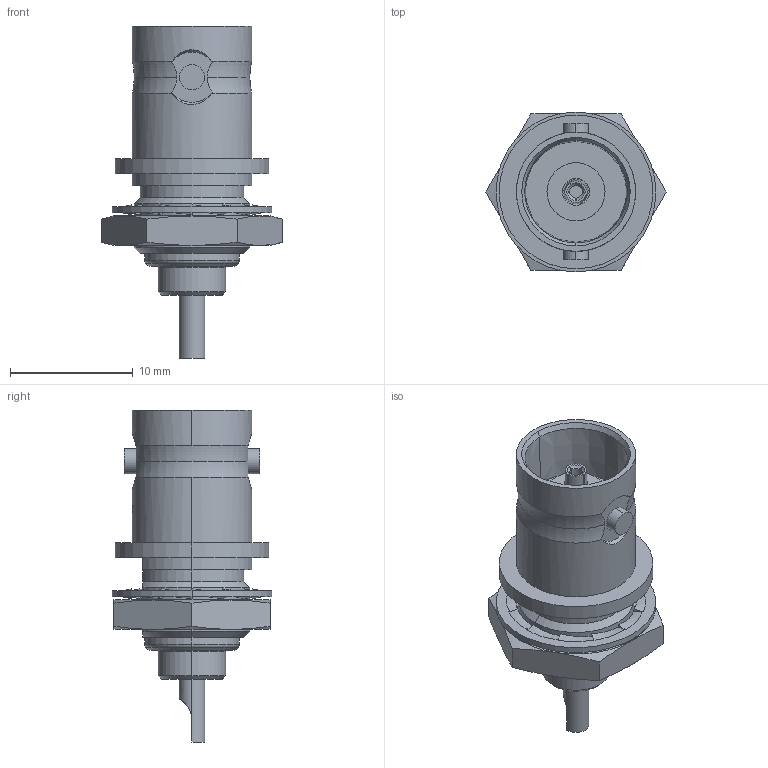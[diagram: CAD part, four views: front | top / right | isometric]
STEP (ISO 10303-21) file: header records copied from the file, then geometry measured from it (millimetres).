
FILE_DESCRIPTION (( 'STEP AP214' ), '1' );
FILE_NAME ('J01001A0053.STEP', '2012-01-16T14:25:09', ( 'markiewicz' ), ( '' ), 'SwSTEP 2.0', 'SolidWorks 2011', '' );
FILE_SCHEMA (( 'AUTOMOTIVE_DESIGN' ));
Length unit declared in the file: millimetre
Products named in the file (1): J01001A0053
Bounding box: 14.66 x 13 x 27 mm (x, y, z)
Volume: 1423.1 mm3; surface area: 1532.7 mm2
Topology: 2 solids, 2 shells, 261 faces, 638 edges, 398 vertices
Faces by surface type: plane 113, cylinder 56, cone 48, bspline 36, torus 8
Entity records: 11104 total; most frequent: CARTESIAN_POINT 2400, ORIENTED_EDGE 1272, DIRECTION 1108, EDGE_CURVE 636, VERTEX_POINT 398, AXIS2_PLACEMENT_3D 390, VECTOR 328, LINE 328
